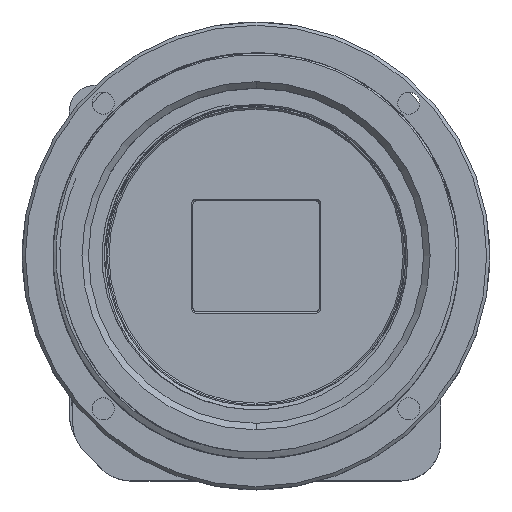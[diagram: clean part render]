
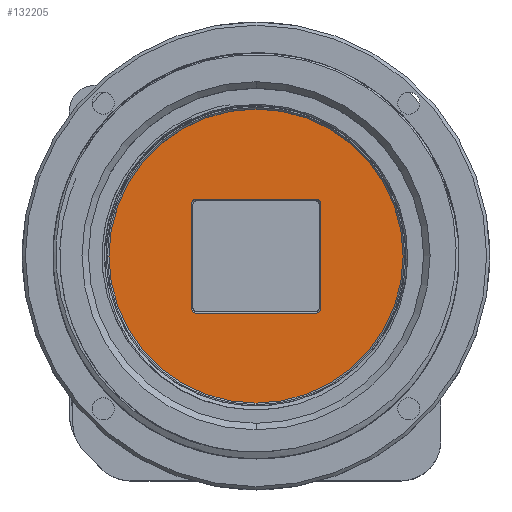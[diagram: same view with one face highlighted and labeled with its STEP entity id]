
A CAD part, top view. The second image highlights one B-rep face of the part: STEP entity #132205.
In plain terms, the highlighted planar face has unit normal (0, 0, 1).
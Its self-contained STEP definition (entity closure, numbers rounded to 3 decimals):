
#2133 = EDGE_CURVE ( 'NONE', #127494, #128131, #65964, .T. ) ;
#3536 = CARTESIAN_POINT ( 'NONE',  ( 4.675, 4.452, 5.74 ) ) ;
#3899 = DIRECTION ( 'NONE',  ( 0., 0., -1. ) ) ;
#4822 = EDGE_CURVE ( 'NONE', #130338, #113993, #103983, .T. ) ;
#5357 = DIRECTION ( 'NONE',  ( 0., 1., 0. ) ) ;
#6333 = EDGE_CURVE ( 'NONE', #56452, #130338, #125328, .T. ) ;
#7030 = ORIENTED_EDGE ( 'NONE', *, *, #6333, .T. ) ;
#9587 = AXIS2_PLACEMENT_3D ( 'NONE', #66074, #114667, #5357 ) ;
#9760 = ORIENTED_EDGE ( 'NONE', *, *, #146983, .T. ) ;
#10026 = CARTESIAN_POINT ( 'NONE',  ( 0., -11.5, 5.74 ) ) ;
#10371 = FACE_BOUND ( 'NONE', #113801, .T. ) ;
#12438 = ORIENTED_EDGE ( 'NONE', *, *, #107120, .T. ) ;
#12836 = EDGE_CURVE ( 'NONE', #94399, #56452, #69272, .T. ) ;
#18030 = AXIS2_PLACEMENT_3D ( 'NONE', #64625, #3899, #52625 ) ;
#18607 = ORIENTED_EDGE ( 'NONE', *, *, #129671, .T. ) ;
#19907 = CARTESIAN_POINT ( 'NONE',  ( -4.675, -4.071, 5.74 ) ) ;
#23141 = FACE_OUTER_BOUND ( 'NONE', #37555, .T. ) ;
#23388 = EDGE_CURVE ( 'NONE', #106585, #117650, #132615, .T. ) ;
#25110 = ORIENTED_EDGE ( 'NONE', *, *, #4822, .T. ) ;
#26475 = CARTESIAN_POINT ( 'NONE',  ( -4.675, 4.071, 5.74 ) ) ;
#30961 = AXIS2_PLACEMENT_3D ( 'NONE', #26475, #39255, #110242 ) ;
#32000 = CIRCLE ( 'NONE', #123786, 0.381 ) ;
#32578 = VECTOR ( 'NONE', #69097, 1000. ) ;
#35846 = CARTESIAN_POINT ( 'NONE',  ( -5.056, -4.071, 5.74 ) ) ;
#35847 = ORIENTED_EDGE ( 'NONE', *, *, #23388, .F. ) ;
#37508 = CARTESIAN_POINT ( 'NONE',  ( 0., 0., 5.74 ) ) ;
#37555 = EDGE_LOOP ( 'NONE', ( #35847, #12438 ) ) ;
#38207 = ORIENTED_EDGE ( 'NONE', *, *, #74287, .T. ) ;
#39255 = DIRECTION ( 'NONE',  ( 0., 0., -1. ) ) ;
#45321 = DIRECTION ( 'NONE',  ( -1., 0., 0. ) ) ;
#45937 = CARTESIAN_POINT ( 'NONE',  ( -4.675, 4.452, 5.74 ) ) ;
#47935 = DIRECTION ( 'NONE',  ( 0., 0., -1. ) ) ;
#52625 = DIRECTION ( 'NONE',  ( 0., 1., 0. ) ) ;
#53160 = CARTESIAN_POINT ( 'NONE',  ( 4.675, -4.071, 5.74 ) ) ;
#53744 = EDGE_CURVE ( 'NONE', #113993, #92544, #92116, .T. ) ;
#53971 = AXIS2_PLACEMENT_3D ( 'NONE', #19907, #82153, #70217 ) ;
#53992 = CARTESIAN_POINT ( 'NONE',  ( 5.056, 4.071, 5.74 ) ) ;
#56200 = VECTOR ( 'NONE', #135673, 1000. ) ;
#56452 = VERTEX_POINT ( 'NONE', #136425 ) ;
#59916 = PLANE ( 'NONE',  #124933 ) ;
#62612 = CARTESIAN_POINT ( 'NONE',  ( 0., 11.5, 5.74 ) ) ;
#64625 = CARTESIAN_POINT ( 'NONE',  ( 0., 0., 5.74 ) ) ;
#65964 = LINE ( 'NONE', #53992, #32578 ) ;
#66074 = CARTESIAN_POINT ( 'NONE',  ( 4.675, 4.071, 5.74 ) ) ;
#66291 = VERTEX_POINT ( 'NONE', #3536 ) ;
#67496 = DIRECTION ( 'NONE',  ( 0., 0., -1. ) ) ;
#69097 = DIRECTION ( 'NONE',  ( 0., -1., 0. ) ) ;
#69272 = LINE ( 'NONE', #154588, #105586 ) ;
#70217 = DIRECTION ( 'NONE',  ( 0., -1., 0. ) ) ;
#73016 = ORIENTED_EDGE ( 'NONE', *, *, #2133, .T. ) ;
#74287 = EDGE_CURVE ( 'NONE', #66291, #127494, #98828, .T. ) ;
#80061 = CARTESIAN_POINT ( 'NONE',  ( -5.056, -4.071, 5.74 ) ) ;
#82153 = DIRECTION ( 'NONE',  ( 0., 0., -1. ) ) ;
#83237 = CARTESIAN_POINT ( 'NONE',  ( 4.675, -4.452, 5.74 ) ) ;
#87045 = LINE ( 'NONE', #134087, #56200 ) ;
#92116 = CIRCLE ( 'NONE', #30961, 0.381 ) ;
#92544 = VERTEX_POINT ( 'NONE', #45937 ) ;
#94399 = VERTEX_POINT ( 'NONE', #83237 ) ;
#95161 = CARTESIAN_POINT ( 'NONE',  ( 0., 0., 5.74 ) ) ;
#97123 = VECTOR ( 'NONE', #101633, 1000. ) ;
#98828 = CIRCLE ( 'NONE', #9587, 0.381 ) ;
#101633 = DIRECTION ( 'NONE',  ( 0., 1., 0. ) ) ;
#102564 = DIRECTION ( 'NONE',  ( 1., 0., 0. ) ) ;
#103983 = LINE ( 'NONE', #80061, #97123 ) ;
#105586 = VECTOR ( 'NONE', #45321, 1000. ) ;
#106585 = VERTEX_POINT ( 'NONE', #62612 ) ;
#107120 = EDGE_CURVE ( 'NONE', #106585, #117650, #134420, .T. ) ;
#107725 = DIRECTION ( 'NONE',  ( 0., -1., 0. ) ) ;
#110242 = DIRECTION ( 'NONE',  ( -1., 0., 0. ) ) ;
#113801 = EDGE_LOOP ( 'NONE', ( #73016, #9760, #137468, #7030, #25110, #114002, #18607, #38207 ) ) ;
#113993 = VERTEX_POINT ( 'NONE', #115149 ) ;
#114002 = ORIENTED_EDGE ( 'NONE', *, *, #53744, .T. ) ;
#114667 = DIRECTION ( 'NONE',  ( 0., 0., -1. ) ) ;
#115149 = CARTESIAN_POINT ( 'NONE',  ( -5.056, 4.071, 5.74 ) ) ;
#116675 = AXIS2_PLACEMENT_3D ( 'NONE', #95161, #131810, #156571 ) ;
#117650 = VERTEX_POINT ( 'NONE', #10026 ) ;
#123786 = AXIS2_PLACEMENT_3D ( 'NONE', #53160, #67496, #102564 ) ;
#124933 = AXIS2_PLACEMENT_3D ( 'NONE', #37508, #47935, #107725 ) ;
#125328 = CIRCLE ( 'NONE', #53971, 0.381 ) ;
#127494 = VERTEX_POINT ( 'NONE', #137088 ) ;
#128131 = VERTEX_POINT ( 'NONE', #156295 ) ;
#129671 = EDGE_CURVE ( 'NONE', #92544, #66291, #87045, .T. ) ;
#130338 = VERTEX_POINT ( 'NONE', #35846 ) ;
#131810 = DIRECTION ( 'NONE',  ( 0., 0., 1. ) ) ;
#132205 = ADVANCED_FACE ( 'NONE', ( #10371, #23141 ), #59916, .F. ) ;
#132615 = CIRCLE ( 'NONE', #18030, 11.5 ) ;
#134087 = CARTESIAN_POINT ( 'NONE',  ( -4.675, 4.452, 5.74 ) ) ;
#134420 = CIRCLE ( 'NONE', #116675, 11.5 ) ;
#135673 = DIRECTION ( 'NONE',  ( 1., 0., 0. ) ) ;
#136425 = CARTESIAN_POINT ( 'NONE',  ( -4.675, -4.452, 5.74 ) ) ;
#137088 = CARTESIAN_POINT ( 'NONE',  ( 5.056, 4.071, 5.74 ) ) ;
#137468 = ORIENTED_EDGE ( 'NONE', *, *, #12836, .T. ) ;
#146983 = EDGE_CURVE ( 'NONE', #128131, #94399, #32000, .T. ) ;
#154588 = CARTESIAN_POINT ( 'NONE',  ( 4.675, -4.452, 5.74 ) ) ;
#156295 = CARTESIAN_POINT ( 'NONE',  ( 5.056, -4.071, 5.74 ) ) ;
#156571 = DIRECTION ( 'NONE',  ( 0., 1., 0. ) ) ;
